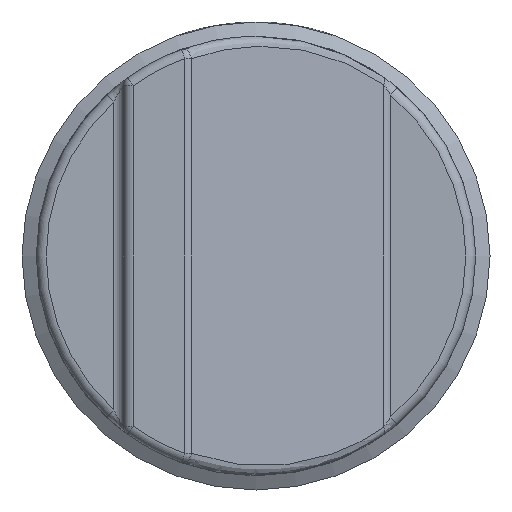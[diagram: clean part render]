
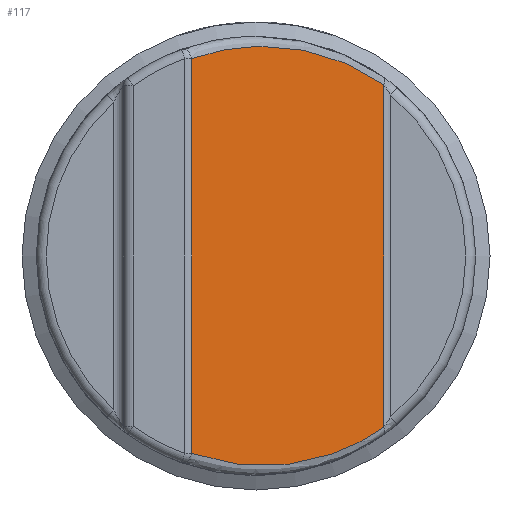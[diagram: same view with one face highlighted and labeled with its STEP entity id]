
A CAD part, front view. The second image highlights one B-rep face of the part: STEP entity #117.
In plain terms, the highlighted planar face has unit normal (0.682, -0.731, 0).
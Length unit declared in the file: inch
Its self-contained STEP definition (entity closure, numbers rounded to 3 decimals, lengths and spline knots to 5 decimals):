
#7 = ORIENTED_EDGE ( 'NONE', *, *, #201, .T. ) ;
#31 = EDGE_CURVE ( 'NONE', #346, #600, #571, .T. ) ;
#117 = ADVANCED_FACE ( 'NONE', ( #328 ), #276, .F. ) ;
#118 = CARTESIAN_POINT ( 'NONE',  ( 0.00211, -2.32826, 0.33479 ) ) ;
#160 = CARTESIAN_POINT ( 'NONE',  ( 0.10706, -2.23039, -0.32058 ) ) ;
#201 = EDGE_CURVE ( 'NONE', #936, #346, #1441, .T. ) ;
#206 = CARTESIAN_POINT ( 'NONE',  ( 0.19356, -2.14973, -0.25947 ) ) ;
#229 = CARTESIAN_POINT ( 'NONE',  ( 0.19356, -2.14973, 0.25947 ) ) ;
#239 = CARTESIAN_POINT ( 'NONE',  ( 0.10706, -2.23039, 0.32058 ) ) ;
#276 = PLANE ( 'NONE',  #757 ) ;
#310 = CARTESIAN_POINT ( 'NONE',  ( -0.09753, -2.42117, -0.35433 ) ) ;
#328 = FACE_OUTER_BOUND ( 'NONE', #870, .T. ) ;
#346 = VERTEX_POINT ( 'NONE', #1151 ) ;
#417 = DIRECTION ( 'NONE',  ( -0.731, -0.682, 0. ) ) ;
#423 = DIRECTION ( 'NONE',  ( -0.682, 0.731, 0. ) ) ;
#513 = CARTESIAN_POINT ( 'NONE',  ( -0.09753, -2.42117, 0.29887 ) ) ;
#537 = ORIENTED_EDGE ( 'NONE', *, *, #31, .T. ) ;
#571 =( BOUNDED_CURVE ( )  B_SPLINE_CURVE ( 3, ( #1461, #668, #160, #698 ),
 .UNSPECIFIED., .F., .F. ) 
 B_SPLINE_CURVE_WITH_KNOTS ( ( 4, 4 ),
 ( 4.36635, 5.3275 ),
 .UNSPECIFIED. ) 
 CURVE ( )  GEOMETRIC_REPRESENTATION_ITEM ( )  RATIONAL_B_SPLINE_CURVE ( ( 1., 0.924, 0.924, 1. ) ) 
 REPRESENTATION_ITEM ( '' )  );
#583 = EDGE_CURVE ( 'NONE', #600, #1591, #988, .T. ) ;
#600 = VERTEX_POINT ( 'NONE', #206 ) ;
#668 = CARTESIAN_POINT ( 'NONE',  ( 0.00211, -2.32826, -0.33479 ) ) ;
#698 = CARTESIAN_POINT ( 'NONE',  ( 0.19356, -2.14973, -0.25947 ) ) ;
#717 = DIRECTION ( 'NONE',  ( 0., 0., -1. ) ) ;
#757 = AXIS2_PLACEMENT_3D ( 'NONE', #1214, #423, #417 ) ;
#870 = EDGE_LOOP ( 'NONE', ( #1225, #7, #537, #1143 ) ) ;
#919 =( BOUNDED_CURVE ( )  B_SPLINE_CURVE ( 3, ( #229, #239, #118, #513 ),
 .UNSPECIFIED., .F., .F. ) 
 B_SPLINE_CURVE_WITH_KNOTS ( ( 4, 4 ),
 ( 0.95568, 1.91683 ),
 .UNSPECIFIED. ) 
 CURVE ( )  GEOMETRIC_REPRESENTATION_ITEM ( )  RATIONAL_B_SPLINE_CURVE ( ( 1., 0.924, 0.924, 1. ) ) 
 REPRESENTATION_ITEM ( '' )  );
#936 = VERTEX_POINT ( 'NONE', #1268 ) ;
#988 = LINE ( 'NONE', #1163, #1585 ) ;
#1046 = CARTESIAN_POINT ( 'NONE',  ( 0.19356, -2.14973, 0.25947 ) ) ;
#1143 = ORIENTED_EDGE ( 'NONE', *, *, #583, .T. ) ;
#1151 = CARTESIAN_POINT ( 'NONE',  ( -0.09753, -2.42117, -0.29887 ) ) ;
#1163 = CARTESIAN_POINT ( 'NONE',  ( 0.19356, -2.14973, 0.26746 ) ) ;
#1167 = DIRECTION ( 'NONE',  ( 0., 0., 1. ) ) ;
#1214 = CARTESIAN_POINT ( 'NONE',  ( 0.19788, -2.1457, -0.35433 ) ) ;
#1225 = ORIENTED_EDGE ( 'NONE', *, *, #1229, .T. ) ;
#1229 = EDGE_CURVE ( 'NONE', #1591, #936, #919, .T. ) ;
#1268 = CARTESIAN_POINT ( 'NONE',  ( -0.09753, -2.42117, 0.29887 ) ) ;
#1305 = VECTOR ( 'NONE', #717, 39.37008 ) ;
#1441 = LINE ( 'NONE', #310, #1305 ) ;
#1461 = CARTESIAN_POINT ( 'NONE',  ( -0.09753, -2.42117, -0.29887 ) ) ;
#1585 = VECTOR ( 'NONE', #1167, 39.37008 ) ;
#1591 = VERTEX_POINT ( 'NONE', #1046 ) ;
